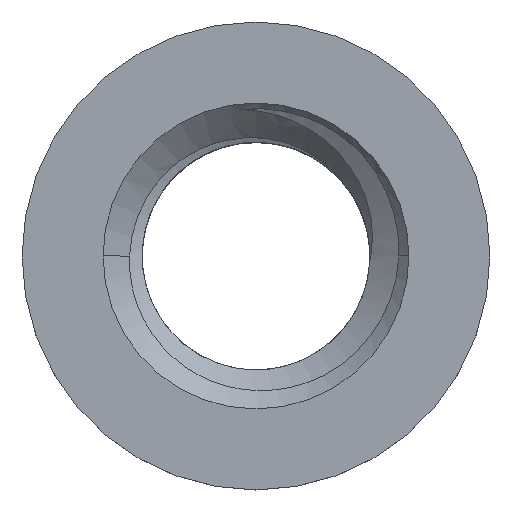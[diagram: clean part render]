
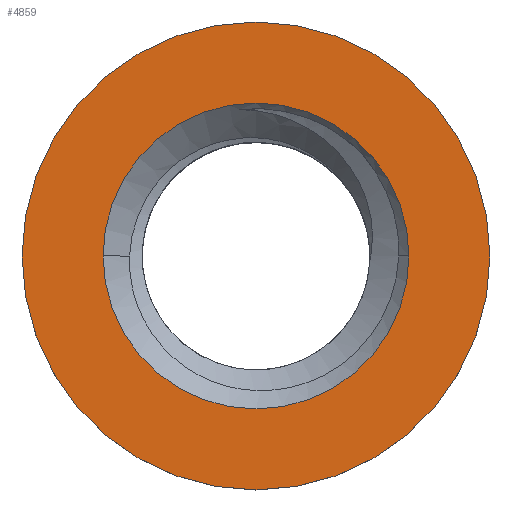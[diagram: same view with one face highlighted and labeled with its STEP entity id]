
A CAD part, top view. The second image highlights one B-rep face of the part: STEP entity #4859.
In plain terms, the highlighted planar face has unit normal (0, 0, 1).
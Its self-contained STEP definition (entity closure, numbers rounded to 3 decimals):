
#128 = EDGE_CURVE ( 'NONE', #5208, #13795, #13834, .T. ) ;
#187 = CARTESIAN_POINT ( 'NONE',  ( 0., 0., 2.35 ) ) ;
#731 = PLANE ( 'NONE',  #16265 ) ;
#1171 = EDGE_CURVE ( 'NONE', #13795, #5208, #15493, .T. ) ;
#1575 = DIRECTION ( 'NONE',  ( 0., 0., 1. ) ) ;
#2157 = VERTEX_POINT ( 'NONE', #15902 ) ;
#3429 = CARTESIAN_POINT ( 'NONE',  ( 0., 0., 2.35 ) ) ;
#3614 = CARTESIAN_POINT ( 'NONE',  ( 3.175, 0., 2.35 ) ) ;
#3656 = ORIENTED_EDGE ( 'NONE', *, *, #6344, .F. ) ;
#3880 = ORIENTED_EDGE ( 'NONE', *, *, #7064, .F. ) ;
#4491 = CIRCLE ( 'NONE', #7485, 2.076 ) ;
#4859 = ADVANCED_FACE ( 'NONE', ( #16004, #16645 ), #731, .F. ) ;
#5056 = DIRECTION ( 'NONE',  ( 0., 0., 1. ) ) ;
#5208 = VERTEX_POINT ( 'NONE', #3614 ) ;
#6344 = EDGE_CURVE ( 'NONE', #2157, #11047, #17709, .T. ) ;
#6391 = CARTESIAN_POINT ( 'NONE',  ( -3.175, 0., 2.35 ) ) ;
#6474 = CARTESIAN_POINT ( 'NONE',  ( 0., 0., 2.35 ) ) ;
#7007 = CARTESIAN_POINT ( 'NONE',  ( -2.076, 0., 2.35 ) ) ;
#7064 = EDGE_CURVE ( 'NONE', #11047, #2157, #4491, .T. ) ;
#7485 = AXIS2_PLACEMENT_3D ( 'NONE', #17612, #12208, #8128 ) ;
#7872 = DIRECTION ( 'NONE',  ( 0., 0., 1. ) ) ;
#8128 = DIRECTION ( 'NONE',  ( 1., 0., 0. ) ) ;
#9292 = DIRECTION ( 'NONE',  ( 1., 0., 0. ) ) ;
#9962 = ORIENTED_EDGE ( 'NONE', *, *, #1171, .T. ) ;
#10225 = AXIS2_PLACEMENT_3D ( 'NONE', #6474, #7872, #9292 ) ;
#10606 = AXIS2_PLACEMENT_3D ( 'NONE', #3429, #5056, #12161 ) ;
#10978 = AXIS2_PLACEMENT_3D ( 'NONE', #187, #1575, #17527 ) ;
#11047 = VERTEX_POINT ( 'NONE', #7007 ) ;
#11206 = EDGE_LOOP ( 'NONE', ( #15055, #9962 ) ) ;
#12161 = DIRECTION ( 'NONE',  ( 1., 0., 0. ) ) ;
#12208 = DIRECTION ( 'NONE',  ( 0., 0., 1. ) ) ;
#13214 = DIRECTION ( 'NONE',  ( -1., 0., 0. ) ) ;
#13795 = VERTEX_POINT ( 'NONE', #6391 ) ;
#13834 = CIRCLE ( 'NONE', #10978, 3.175 ) ;
#14589 = DIRECTION ( 'NONE',  ( 0., 0., -1. ) ) ;
#14703 = CARTESIAN_POINT ( 'NONE',  ( 0., 2., 2.35 ) ) ;
#15055 = ORIENTED_EDGE ( 'NONE', *, *, #128, .T. ) ;
#15493 = CIRCLE ( 'NONE', #10225, 3.175 ) ;
#15902 = CARTESIAN_POINT ( 'NONE',  ( 2.076, 0., 2.35 ) ) ;
#16004 = FACE_BOUND ( 'NONE', #16049, .T. ) ;
#16049 = EDGE_LOOP ( 'NONE', ( #3656, #3880 ) ) ;
#16265 = AXIS2_PLACEMENT_3D ( 'NONE', #14703, #14589, #13214 ) ;
#16645 = FACE_OUTER_BOUND ( 'NONE', #11206, .T. ) ;
#17527 = DIRECTION ( 'NONE',  ( 1., 0., 0. ) ) ;
#17612 = CARTESIAN_POINT ( 'NONE',  ( 0., 0., 2.35 ) ) ;
#17709 = CIRCLE ( 'NONE', #10606, 2.076 ) ;
